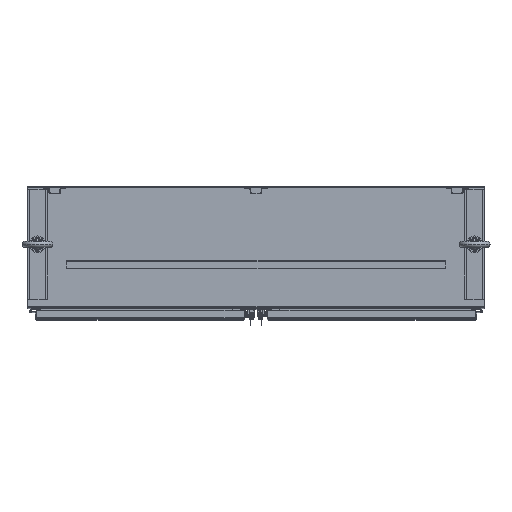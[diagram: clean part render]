
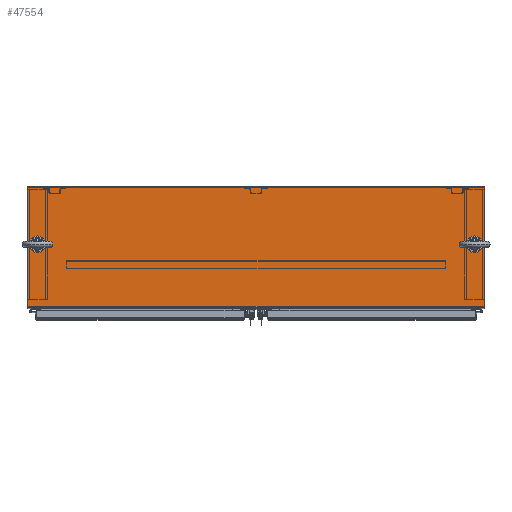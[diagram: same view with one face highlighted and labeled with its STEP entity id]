
A CAD part, top view. The second image highlights one B-rep face of the part: STEP entity #47554.
In plain terms, the highlighted planar face has unit normal (0, 0, 1).
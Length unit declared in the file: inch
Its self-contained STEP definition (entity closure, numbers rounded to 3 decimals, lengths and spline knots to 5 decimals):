
#2780 = LINE ( 'NONE', #91815, #77103 ) ;
#7859 = FACE_BOUND ( 'NONE', #92990, .T. ) ;
#8251 = DIRECTION ( 'NONE',  ( 0., 0., -1. ) ) ;
#9253 = EDGE_LOOP ( 'NONE', ( #113240, #101101, #56630, #86541 ) ) ;
#9565 = VERTEX_POINT ( 'NONE', #78767 ) ;
#9887 = CIRCLE ( 'NONE', #17443, 0.34375 ) ;
#12406 = CARTESIAN_POINT ( 'NONE',  ( -23.28, -5.93775, 30.0625 ) ) ;
#13370 = AXIS2_PLACEMENT_3D ( 'NONE', #35206, #8251, #52214 ) ;
#14026 = CARTESIAN_POINT ( 'NONE',  ( -23.93625, -12.45, 30.0625 ) ) ;
#14343 = DIRECTION ( 'NONE',  ( 0., 0., -1. ) ) ;
#17443 = AXIS2_PLACEMENT_3D ( 'NONE', #30173, #14343, #38965 ) ;
#19997 = VERTEX_POINT ( 'NONE', #74115 ) ;
#22507 = CARTESIAN_POINT ( 'NONE',  ( -22.5925, -5.93775, 30.0625 ) ) ;
#26018 = FACE_OUTER_BOUND ( 'NONE', #9253, .T. ) ;
#26320 = ORIENTED_EDGE ( 'NONE', *, *, #76059, .T. ) ;
#27524 = DIRECTION ( 'NONE',  ( 0., 1., 0. ) ) ;
#28671 = DIRECTION ( 'NONE',  ( 0., 0., -1. ) ) ;
#28922 = AXIS2_PLACEMENT_3D ( 'NONE', #89601, #28671, #74342 ) ;
#29291 = CARTESIAN_POINT ( 'NONE',  ( 23.93675, -12.593, 30.0625 ) ) ;
#30173 = CARTESIAN_POINT ( 'NONE',  ( 22.93675, -5.93775, 30.0625 ) ) ;
#35019 = CARTESIAN_POINT ( 'NONE',  ( -23.93625, -12.45, 30.0625 ) ) ;
#35033 = VERTEX_POINT ( 'NONE', #79094 ) ;
#35206 = CARTESIAN_POINT ( 'NONE',  ( -22.93625, -5.93775, 30.0625 ) ) ;
#35805 = EDGE_CURVE ( 'NONE', #89743, #108837, #41466, .T. ) ;
#36534 = DIRECTION ( 'NONE',  ( 1., 0., 0. ) ) ;
#38862 = CARTESIAN_POINT ( 'NONE',  ( 22.593, -5.93775, 30.0625 ) ) ;
#38965 = DIRECTION ( 'NONE',  ( 1., 0., 0. ) ) ;
#39250 = EDGE_CURVE ( 'NONE', #19997, #62019, #9887, .T. ) ;
#41466 = CIRCLE ( 'NONE', #13370, 0.34375 ) ;
#44484 = EDGE_CURVE ( 'NONE', #105070, #35033, #105346, .T. ) ;
#44766 = VECTOR ( 'NONE', #99609, 39.37008 ) ;
#47554 = ADVANCED_FACE ( 'NONE', ( #53544, #26018, #7859 ), #90407, .T. ) ;
#52214 = DIRECTION ( 'NONE',  ( 1., 0., 0. ) ) ;
#53544 = FACE_BOUND ( 'NONE', #81610, .T. ) ;
#56630 = ORIENTED_EDGE ( 'NONE', *, *, #80744, .F. ) ;
#62019 = VERTEX_POINT ( 'NONE', #38862 ) ;
#63207 = VECTOR ( 'NONE', #27524, 39.37008 ) ;
#63896 = LINE ( 'NONE', #29291, #44766 ) ;
#64002 = CIRCLE ( 'NONE', #65948, 0.34375 ) ;
#65948 = AXIS2_PLACEMENT_3D ( 'NONE', #91276, #75475, #109429 ) ;
#72633 = CARTESIAN_POINT ( 'NONE',  ( -23.93625, 0., 30.0625 ) ) ;
#73694 = CARTESIAN_POINT ( 'NONE',  ( 23.93675, 0., 30.0625 ) ) ;
#73816 = ORIENTED_EDGE ( 'NONE', *, *, #39250, .T. ) ;
#74115 = CARTESIAN_POINT ( 'NONE',  ( 23.2805, -5.93775, 30.0625 ) ) ;
#74319 = ORIENTED_EDGE ( 'NONE', *, *, #95126, .T. ) ;
#74342 = DIRECTION ( 'NONE',  ( 1., 0., 0. ) ) ;
#75475 = DIRECTION ( 'NONE',  ( 0., 0., -1. ) ) ;
#75663 = ORIENTED_EDGE ( 'NONE', *, *, #35805, .T. ) ;
#76059 = EDGE_CURVE ( 'NONE', #108837, #89743, #79437, .T. ) ;
#77103 = VECTOR ( 'NONE', #111141, 39.37008 ) ;
#78767 = CARTESIAN_POINT ( 'NONE',  ( -23.93625, 0., 30.0625 ) ) ;
#79094 = CARTESIAN_POINT ( 'NONE',  ( 23.93675, -12.45, 30.0625 ) ) ;
#79437 = CIRCLE ( 'NONE', #28922, 0.34375 ) ;
#80744 = EDGE_CURVE ( 'NONE', #105070, #9565, #107222, .T. ) ;
#81589 = AXIS2_PLACEMENT_3D ( 'NONE', #96881, #115043, #36534 ) ;
#81610 = EDGE_LOOP ( 'NONE', ( #26320, #75663 ) ) ;
#84685 = EDGE_CURVE ( 'NONE', #9565, #93901, #2780, .T. ) ;
#86541 = ORIENTED_EDGE ( 'NONE', *, *, #44484, .T. ) ;
#89601 = CARTESIAN_POINT ( 'NONE',  ( -22.93625, -5.93775, 30.0625 ) ) ;
#89743 = VERTEX_POINT ( 'NONE', #12406 ) ;
#90407 = PLANE ( 'NONE',  #81589 ) ;
#91276 = CARTESIAN_POINT ( 'NONE',  ( 22.93675, -5.93775, 30.0625 ) ) ;
#91815 = CARTESIAN_POINT ( 'NONE',  ( 23.93675, 0., 30.0625 ) ) ;
#92990 = EDGE_LOOP ( 'NONE', ( #73816, #74319 ) ) ;
#93901 = VERTEX_POINT ( 'NONE', #73694 ) ;
#95126 = EDGE_CURVE ( 'NONE', #62019, #19997, #64002, .T. ) ;
#96881 = CARTESIAN_POINT ( 'NONE',  ( -23.93625, -12.593, 30.0625 ) ) ;
#99609 = DIRECTION ( 'NONE',  ( 0., -1., 0. ) ) ;
#101101 = ORIENTED_EDGE ( 'NONE', *, *, #84685, .F. ) ;
#105070 = VERTEX_POINT ( 'NONE', #35019 ) ;
#105346 = LINE ( 'NONE', #14026, #111089 ) ;
#107222 = LINE ( 'NONE', #72633, #63207 ) ;
#108837 = VERTEX_POINT ( 'NONE', #22507 ) ;
#109429 = DIRECTION ( 'NONE',  ( 1., 0., 0. ) ) ;
#109903 = EDGE_CURVE ( 'NONE', #93901, #35033, #63896, .T. ) ;
#111089 = VECTOR ( 'NONE', #113520, 39.37008 ) ;
#111141 = DIRECTION ( 'NONE',  ( 1., 0., 0. ) ) ;
#113240 = ORIENTED_EDGE ( 'NONE', *, *, #109903, .F. ) ;
#113520 = DIRECTION ( 'NONE',  ( 1., 0., 0. ) ) ;
#115043 = DIRECTION ( 'NONE',  ( 0., 0., 1. ) ) ;
